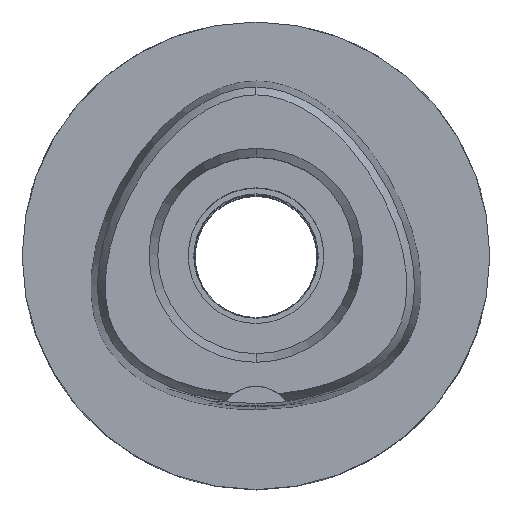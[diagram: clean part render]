
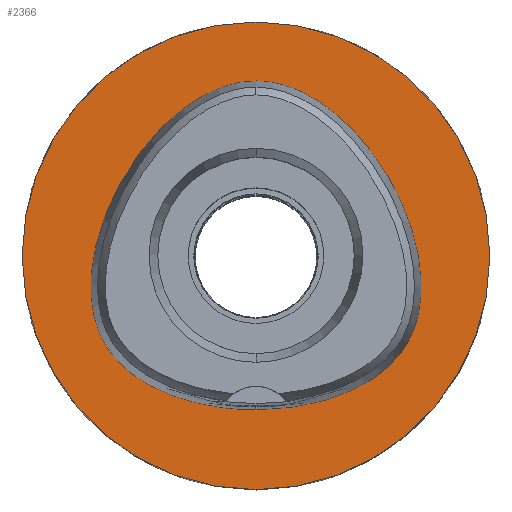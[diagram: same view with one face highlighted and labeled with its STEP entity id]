
A CAD part, top view. The second image highlights one B-rep face of the part: STEP entity #2366.
In plain terms, the highlighted planar face has unit normal (0, 0, 1).
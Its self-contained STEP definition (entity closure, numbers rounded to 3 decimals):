
#307=CARTESIAN_POINT('',(0.,0.,0.));
#308=DIRECTION('',(0.,0.,-1.));
#309=DIRECTION('',(0.,-1.,0.));
#310=AXIS2_PLACEMENT_3D('',#307,#308,#309);
#315=CARTESIAN_POINT('',(0.,0.,0.));
#316=DIRECTION('',(0.,0.,-1.));
#317=DIRECTION('',(0.,1.,0.));
#318=AXIS2_PLACEMENT_3D('',#315,#316,#317);
#323=CARTESIAN_POINT('',(0.,-16.455,0.));
#324=CARTESIAN_POINT('',(0.731,-16.455,0.));
#325=CARTESIAN_POINT('',(2.167,-16.399,
0.));
#326=CARTESIAN_POINT('',(4.276,-16.155,
0.));
#327=CARTESIAN_POINT('',(6.251,-15.768,0.));
#328=CARTESIAN_POINT('',(8.055,-15.263,0.));
#329=CARTESIAN_POINT('',(9.667,-14.666,0.));
#330=CARTESIAN_POINT('',(11.082,-14.001,0.));
#331=CARTESIAN_POINT('',(12.311,-13.289,0.));
#332=CARTESIAN_POINT('',(13.367,-12.544,0.));
#333=CARTESIAN_POINT('',(14.268,-11.774,0.));
#334=CARTESIAN_POINT('',(15.031,-10.985,0.));
#335=CARTESIAN_POINT('',(15.673,-10.178,0.));
#336=CARTESIAN_POINT('',(16.206,-9.354,0.));
#337=CARTESIAN_POINT('',(16.652,-8.481,0.));
#338=CARTESIAN_POINT('',(17.029,-7.525,0.));
#339=CARTESIAN_POINT('',(17.33,-6.468,0.));
#340=CARTESIAN_POINT('',(17.546,-5.303,0.));
#341=CARTESIAN_POINT('',(17.664,-4.015,0.));
#342=CARTESIAN_POINT('',(17.667,-2.595,0.));
#343=CARTESIAN_POINT('',(17.534,-1.036,0.));
#344=CARTESIAN_POINT('',(17.245,0.659,0.));
#345=CARTESIAN_POINT('',(16.78,2.475,0.));
#346=CARTESIAN_POINT('',(16.127,4.38,0.));
#347=CARTESIAN_POINT('',(15.285,6.326,0.));
#348=CARTESIAN_POINT('',(14.27,8.249,0.));
#349=CARTESIAN_POINT('',(13.112,10.088,0.));
#350=CARTESIAN_POINT('',(11.847,11.788,0.));
#351=CARTESIAN_POINT('',(10.523,13.305,0.));
#352=CARTESIAN_POINT('',(9.184,14.613,0.));
#353=CARTESIAN_POINT('',(7.861,15.71,0.));
#354=CARTESIAN_POINT('',(6.578,16.602,0.));
#355=CARTESIAN_POINT('',(5.347,17.309,0.));
#356=CARTESIAN_POINT('',(4.174,17.85,0.));
#357=CARTESIAN_POINT('',(3.057,18.245,0.));
#358=CARTESIAN_POINT('',(1.992,18.511,0.));
#359=CARTESIAN_POINT('',(0.974,18.663,
0.));
#360=CARTESIAN_POINT('',(0.32,18.695,
0.));
#361=CARTESIAN_POINT('',(0.,18.695,
0.));
#366=CARTESIAN_POINT('',(0.,18.695,
0.));
#367=CARTESIAN_POINT('',(-0.32,18.695,
0.));
#368=CARTESIAN_POINT('',(-0.974,18.663,
0.));
#369=CARTESIAN_POINT('',(-1.992,18.511,
0.));
#370=CARTESIAN_POINT('',(-3.057,18.245,0.));
#371=CARTESIAN_POINT('',(-4.173,17.85,0.));
#372=CARTESIAN_POINT('',(-5.347,17.309,0.));
#373=CARTESIAN_POINT('',(-6.577,16.603,0.));
#374=CARTESIAN_POINT('',(-7.86,15.71,0.));
#375=CARTESIAN_POINT('',(-9.183,14.614,0.));
#376=CARTESIAN_POINT('',(-10.523,13.305,0.));
#377=CARTESIAN_POINT('',(-11.846,11.789,0.));
#378=CARTESIAN_POINT('',(-13.111,10.089,0.));
#379=CARTESIAN_POINT('',(-14.269,8.251,0.));
#380=CARTESIAN_POINT('',(-15.283,6.329,0.));
#381=CARTESIAN_POINT('',(-16.126,4.383,0.));
#382=CARTESIAN_POINT('',(-16.779,2.478,0.));
#383=CARTESIAN_POINT('',(-17.244,0.663,0.));
#384=CARTESIAN_POINT('',(-17.533,-1.032,0.));
#385=CARTESIAN_POINT('',(-17.666,-2.59,0.));
#386=CARTESIAN_POINT('',(-17.664,-4.011,0.));
#387=CARTESIAN_POINT('',(-17.547,-5.299,0.));
#388=CARTESIAN_POINT('',(-17.331,-6.464,0.));
#389=CARTESIAN_POINT('',(-17.03,-7.522,0.));
#390=CARTESIAN_POINT('',(-16.654,-8.478,0.));
#391=CARTESIAN_POINT('',(-16.207,-9.352,0.));
#392=CARTESIAN_POINT('',(-15.673,-10.178,0.));
#393=CARTESIAN_POINT('',(-15.032,-10.984,0.));
#394=CARTESIAN_POINT('',(-14.269,-11.773,0.));
#395=CARTESIAN_POINT('',(-13.368,-12.543,0.));
#396=CARTESIAN_POINT('',(-12.312,-13.288,0.));
#397=CARTESIAN_POINT('',(-11.084,-14.001,0.));
#398=CARTESIAN_POINT('',(-9.668,-14.665,0.));
#399=CARTESIAN_POINT('',(-8.056,-15.262,0.));
#400=CARTESIAN_POINT('',(-6.252,-15.768,0.));
#401=CARTESIAN_POINT('',(-4.277,-16.155,
0.));
#402=CARTESIAN_POINT('',(-2.167,-16.399,
0.));
#403=CARTESIAN_POINT('',(-0.731,-16.455,0.));
#404=CARTESIAN_POINT('',(0.,-16.455,0.));
#1571=VERTEX_POINT('',#366);
#1572=VERTEX_POINT('',#404);
#1577=CARTESIAN_POINT('',(0.,-25.,0.));
#1578=CARTESIAN_POINT('',(0.,25.,0.));
#1579=VERTEX_POINT('',#1577);
#1580=VERTEX_POINT('',#1578);
#2350=CARTESIAN_POINT('',(0.,0.,0.));
#2351=DIRECTION('',(0.,0.,-1.));
#2352=DIRECTION('',(0.,-1.,0.));
#2353=AXIS2_PLACEMENT_3D('',#2350,#2351,#2352);
#2354=PLANE('',#2353);
#2356=ORIENTED_EDGE('',*,*,#2355,.T.);
#2358=ORIENTED_EDGE('',*,*,#2357,.T.);
#2359=EDGE_LOOP('',(#2356,#2358));
#2360=FACE_OUTER_BOUND('',#2359,.F.);
#2362=ORIENTED_EDGE('',*,*,#2361,.T.);
#2363=ORIENTED_EDGE('',*,*,#2333,.T.);
#2364=EDGE_LOOP('',(#2362,#2363));
#2365=FACE_BOUND('',#2364,.F.);
#311=CIRCLE('',#310,25.);
#319=CIRCLE('',#318,25.);
#362=B_SPLINE_CURVE_WITH_KNOTS('',3,(#323,#324,#325,#326,#327,#328,#329,#330,
#331,#332,#333,#334,#335,#336,#337,#338,#339,#340,#341,#342,#343,#344,#345,#346,
#347,#348,#349,#350,#351,#352,#353,#354,#355,#356,#357,#358,#359,#360,#361),
.UNSPECIFIED.,.F.,.F.,(4,1,1,1,1,1,1,1,1,1,1,1,1,1,1,1,1,1,1,1,1,1,1,1,1,1,1,1,
1,1,1,1,1,1,1,1,4),(0.,0.028,0.056,0.083,
0.111,0.139,0.167,0.194,
0.222,0.25,0.278,0.306,0.333,
0.361,0.389,0.417,0.444,
0.472,0.5,0.528,0.556,0.583,
0.611,0.639,0.667,0.694,
0.722,0.75,0.778,0.806,0.833,
0.861,0.889,0.917,0.944,
0.972,1.),.UNSPECIFIED.);
#405=B_SPLINE_CURVE_WITH_KNOTS('',3,(#366,#367,#368,#369,#370,#371,#372,#373,
#374,#375,#376,#377,#378,#379,#380,#381,#382,#383,#384,#385,#386,#387,#388,#389,
#390,#391,#392,#393,#394,#395,#396,#397,#398,#399,#400,#401,#402,#403,#404),
.UNSPECIFIED.,.F.,.F.,(4,1,1,1,1,1,1,1,1,1,1,1,1,1,1,1,1,1,1,1,1,1,1,1,1,1,1,1,
1,1,1,1,1,1,1,1,4),(0.,0.028,0.056,0.083,
0.111,0.139,0.167,0.194,
0.222,0.25,0.278,0.306,0.333,
0.361,0.389,0.417,0.444,
0.472,0.5,0.528,0.556,0.583,
0.611,0.639,0.667,0.694,
0.722,0.75,0.778,0.806,0.833,
0.861,0.889,0.917,0.944,
0.972,1.),.UNSPECIFIED.);
#2333=EDGE_CURVE('',#1571,#1572,#405,.T.);
#2355=EDGE_CURVE('',#1579,#1580,#311,.T.);
#2357=EDGE_CURVE('',#1580,#1579,#319,.T.);
#2361=EDGE_CURVE('',#1572,#1571,#362,.T.);
#2366=ADVANCED_FACE('',(#2360,#2365),#2354,.F.);
